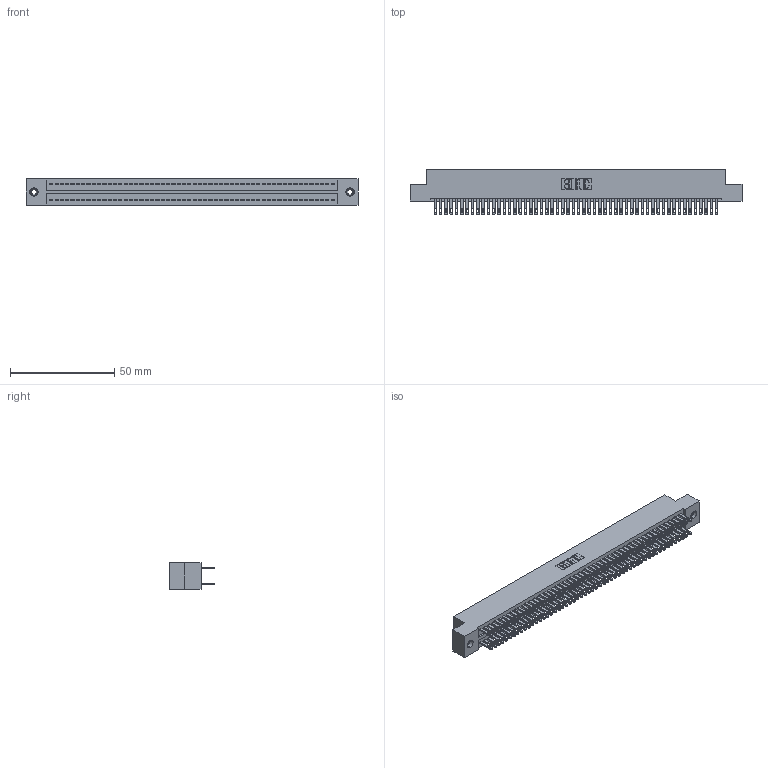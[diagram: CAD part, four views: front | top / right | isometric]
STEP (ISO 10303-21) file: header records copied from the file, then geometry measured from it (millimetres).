
FILE_DESCRIPTION (( 'STEP AP203' ), '1' );
FILE_NAME ('325-108-500-208.STEP', '2020-02-25T07:23:46', ( '' ), ( '' ), 'SwSTEP 2.0', 'SolidWorks 2016', '' );
FILE_SCHEMA (( 'CONFIG_CONTROL_DESIGN' ));
Length unit declared in the file: inch
Products named in the file (4): 325-292-001_325-293-100; 345-250-001_345-250-003-102; 325-108-500-208; 325 Part_TI
Assembly tree (111 placements, depth 2):
  325-108-500-208
    325 Part_TI
    325-292-001_325-293-100  x108
    345-250-001_345-250-003-102  x2
Bounding box: 158.88 x 21.84 x 12.45 mm (x, y, z)
Volume: 20941.5 mm3; surface area: 26774.4 mm2
Topology: 111 solids, 111 shells, 5358 faces, 16323 edges, 10874 vertices
Faces by surface type: plane 3342, cylinder 2000, cone 12, torus 4
Entity records: 34304 total; most frequent: CARTESIAN_POINT 5653, ORIENTED_EDGE 5582, DIRECTION 4841, EDGE_CURVE 2791, VECTOR 2639, LINE 2639, VERTEX_POINT 1856, AXIS2_PLACEMENT_3D 1101
